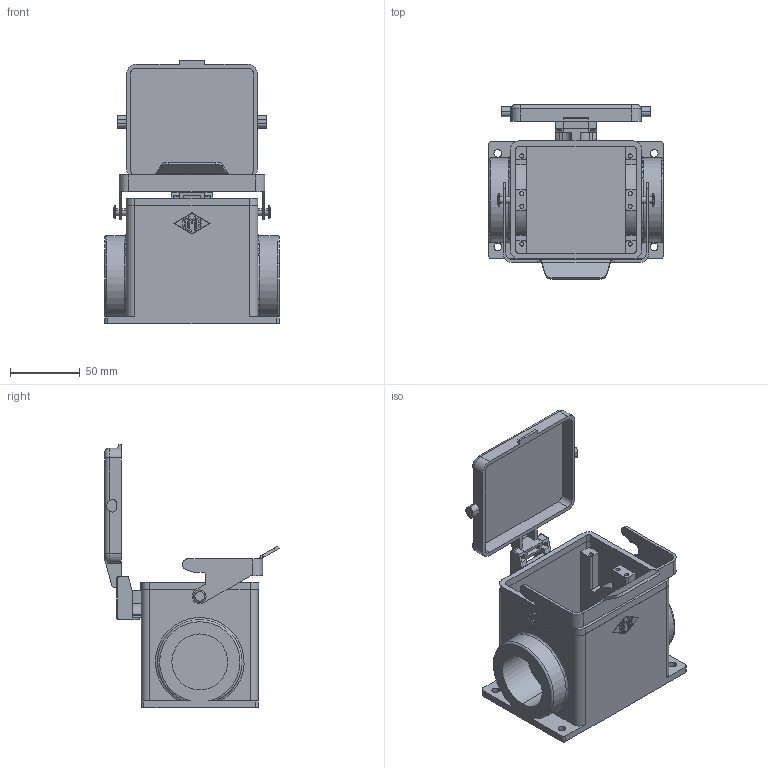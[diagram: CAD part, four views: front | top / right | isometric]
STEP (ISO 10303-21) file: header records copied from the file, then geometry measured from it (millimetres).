
FILE_DESCRIPTION(('Creo Elements/Direct Modeling STEP Export'),'2;1');
FILE_NAME('0ln7uvk4qh741l52076','2019-05-02T14:16:13',(''),(''),'PTC Creo Elements/Direct Modeling STEP processor for AP214 (Solid Model)','PTC Creo Elements/Direct Modeling 19.0E 27-Jun-2016 (C) Parametric Technology GmbH','');
FILE_SCHEMA(('AUTOMOTIVE_DESIGN { 1 0 10303 214 1 1 1 1 }'));
Length unit declared in the file: millimetre
Products named in the file (4): CHPX_32_L; MHPX_32_LS40; MHPX_32_LS40.stp
Assembly tree (3 placements, depth 4):
  MHPX_32_LS40.stp
    MHPX_32_LS40.stp
      MHPX_32_LS40
        CHPX_32_L
Bounding box: 125 x 124.86 x 189 mm (x, y, z)
Volume: 283491.2 mm3; surface area: 128052 mm2
Topology: 1 solids, 2 shells, 337 faces, 935 edges, 630 vertices
Faces by surface type: plane 178, cylinder 139, torus 12, cone 6, bspline 2
Entity records: 12261 total; most frequent: CARTESIAN_POINT 2584, ORIENTED_EDGE 1870, DIRECTION 1735, EDGE_CURVE 935, VERTEX_POINT 630, VECTOR 587, LINE 587, AXIS2_PLACEMENT_3D 574
